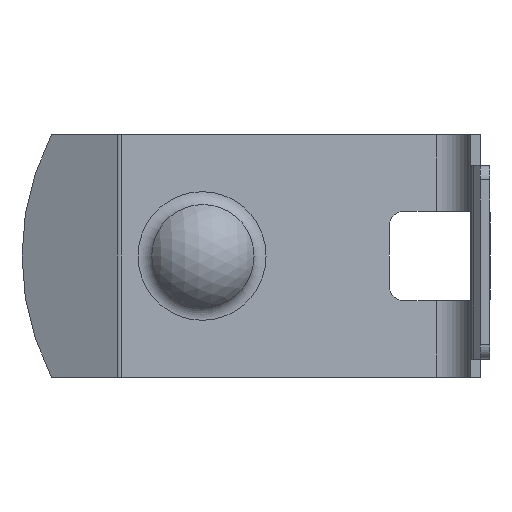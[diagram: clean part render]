
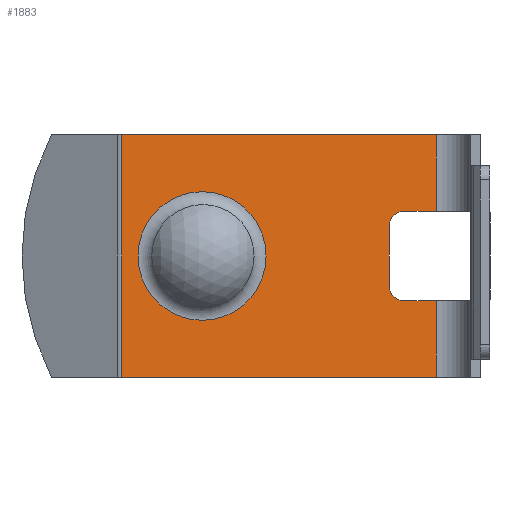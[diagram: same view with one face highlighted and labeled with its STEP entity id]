
A CAD part, left-side view. The second image highlights one B-rep face of the part: STEP entity #1883.
In plain terms, the highlighted planar face has unit normal (-0.995, -0.104, 0).
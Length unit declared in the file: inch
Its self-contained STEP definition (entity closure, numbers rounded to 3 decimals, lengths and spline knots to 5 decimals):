
#33 = DIRECTION ( 'NONE',  ( 0.995, 0.105, 0. ) ) ;
#37 = DIRECTION ( 'NONE',  ( -0.995, -0.105, 0. ) ) ;
#40 = EDGE_CURVE ( 'NONE', #1614, #1614, #544, .T. ) ;
#63 = CARTESIAN_POINT ( 'NONE',  ( 0.363, 0.03534, -0.046 ) ) ;
#108 = CARTESIAN_POINT ( 'NONE',  ( 0.363, 0.03534, -0.125 ) ) ;
#130 = DIRECTION ( 'NONE',  ( 0., 0., -1. ) ) ;
#154 = CARTESIAN_POINT ( 'NONE',  ( 0.35946, 0.06899, -0.046 ) ) ;
#187 = VECTOR ( 'NONE', #130, 39.37008 ) ;
#212 = VERTEX_POINT ( 'NONE', #63 ) ;
#228 = LINE ( 'NONE', #2033, #187 ) ;
#303 = VERTEX_POINT ( 'NONE', #422 ) ;
#318 = VECTOR ( 'NONE', #2051, 39.37008 ) ;
#366 = FACE_OUTER_BOUND ( 'NONE', #1848, .T. ) ;
#413 = CARTESIAN_POINT ( 'NONE',  ( 0.37567, -0.08516, -0.046 ) ) ;
#422 = CARTESIAN_POINT ( 'NONE',  ( 0.363, 0.03534, 0.125 ) ) ;
#430 = LINE ( 'NONE', #985, #875 ) ;
#431 = EDGE_CURVE ( 'NONE', #303, #710, #2079, .T. ) ;
#433 = AXIS2_PLACEMENT_3D ( 'NONE', #2068, #507, #1618 ) ;
#442 = CARTESIAN_POINT ( 'NONE',  ( 0.35946, 0.06899, 0.046 ) ) ;
#468 = EDGE_CURVE ( 'NONE', #303, #1634, #1191, .T. ) ;
#470 = EDGE_CURVE ( 'NONE', #606, #1510, #811, .T. ) ;
#499 = VECTOR ( 'NONE', #1235, 39.37008 ) ;
#504 = EDGE_CURVE ( 'NONE', #710, #1436, #1088, .T. ) ;
#507 = DIRECTION ( 'NONE',  ( -0.995, -0.105, 0. ) ) ;
#544 = CIRCLE ( 'NONE', #1665, 0.06634 ) ;
#571 = EDGE_CURVE ( 'NONE', #1376, #1510, #430, .T. ) ;
#600 = EDGE_CURVE ( 'NONE', #1634, #1214, #1248, .T. ) ;
#602 = EDGE_CURVE ( 'NONE', #1144, #1214, #1601, .T. ) ;
#606 = VERTEX_POINT ( 'NONE', #154 ) ;
#640 = CARTESIAN_POINT ( 'NONE',  ( 0.32892, 0.35962, 0.125 ) ) ;
#660 = CARTESIAN_POINT ( 'NONE',  ( 0.32892, 0.35962, 0.125 ) ) ;
#703 = CARTESIAN_POINT ( 'NONE',  ( 0.363, 0.03534, 0.125 ) ) ;
#709 = AXIS2_PLACEMENT_3D ( 'NONE', #1052, #33, #1205 ) ;
#710 = VERTEX_POINT ( 'NONE', #805 ) ;
#733 = CARTESIAN_POINT ( 'NONE',  ( 0.37567, -0.08516, 0.046 ) ) ;
#773 = CARTESIAN_POINT ( 'NONE',  ( 0.33067, 0.34299, 0. ) ) ;
#786 = DIRECTION ( 'NONE',  ( 0.105, -0.995, 0. ) ) ;
#805 = CARTESIAN_POINT ( 'NONE',  ( 0.363, 0.03534, 0.046 ) ) ;
#811 = CIRCLE ( 'NONE', #1241, 0.015 ) ;
#828 = DIRECTION ( 'NONE',  ( 0., 0., -1. ) ) ;
#859 = VECTOR ( 'NONE', #1342, 39.37008 ) ;
#868 = DIRECTION ( 'NONE',  ( 0., 0., -1. ) ) ;
#875 = VECTOR ( 'NONE', #1892, 39.37008 ) ;
#937 = DIRECTION ( 'NONE',  ( 0.995, 0.105, 0. ) ) ;
#950 = CARTESIAN_POINT ( 'NONE',  ( 0.35946, 0.06899, -0.031 ) ) ;
#978 = EDGE_LOOP ( 'NONE', ( #1262 ) ) ;
#985 = CARTESIAN_POINT ( 'NONE',  ( 0.3579, 0.08391, -0.046 ) ) ;
#1052 = CARTESIAN_POINT ( 'NONE',  ( 0.35946, 0.06899, 0.031 ) ) ;
#1065 = CARTESIAN_POINT ( 'NONE',  ( 0.32892, 0.35962, -0.125 ) ) ;
#1088 = LINE ( 'NONE', #733, #1796 ) ;
#1095 = CARTESIAN_POINT ( 'NONE',  ( 0.3579, 0.08391, 0.031 ) ) ;
#1125 = ORIENTED_EDGE ( 'NONE', *, *, #2047, .F. ) ;
#1144 = VERTEX_POINT ( 'NONE', #108 ) ;
#1157 = EDGE_CURVE ( 'NONE', #1376, #1436, #1224, .T. ) ;
#1189 = ORIENTED_EDGE ( 'NONE', *, *, #602, .F. ) ;
#1191 = LINE ( 'NONE', #703, #859 ) ;
#1205 = DIRECTION ( 'NONE',  ( 0.105, -0.995, 0. ) ) ;
#1209 = VECTOR ( 'NONE', #828, 39.37008 ) ;
#1214 = VERTEX_POINT ( 'NONE', #1065 ) ;
#1224 = CIRCLE ( 'NONE', #709, 0.015 ) ;
#1235 = DIRECTION ( 'NONE',  ( 0.105, -0.995, 0. ) ) ;
#1241 = AXIS2_PLACEMENT_3D ( 'NONE', #950, #937, #786 ) ;
#1248 = LINE ( 'NONE', #660, #1209 ) ;
#1262 = ORIENTED_EDGE ( 'NONE', *, *, #40, .F. ) ;
#1274 = VECTOR ( 'NONE', #868, 39.37008 ) ;
#1299 = ORIENTED_EDGE ( 'NONE', *, *, #1157, .T. ) ;
#1318 = CARTESIAN_POINT ( 'NONE',  ( 0.363, 0.03534, 0.125 ) ) ;
#1342 = DIRECTION ( 'NONE',  ( -0.105, 0.995, 0. ) ) ;
#1376 = VERTEX_POINT ( 'NONE', #1095 ) ;
#1427 = ORIENTED_EDGE ( 'NONE', *, *, #431, .F. ) ;
#1436 = VERTEX_POINT ( 'NONE', #442 ) ;
#1458 = ORIENTED_EDGE ( 'NONE', *, *, #600, .T. ) ;
#1475 = PLANE ( 'NONE',  #433 ) ;
#1500 = DIRECTION ( 'NONE',  ( -0.105, 0.995, 0. ) ) ;
#1510 = VERTEX_POINT ( 'NONE', #1878 ) ;
#1570 = ORIENTED_EDGE ( 'NONE', *, *, #571, .F. ) ;
#1601 = LINE ( 'NONE', #1896, #318 ) ;
#1614 = VERTEX_POINT ( 'NONE', #773 ) ;
#1618 = DIRECTION ( 'NONE',  ( 0.105, -0.995, 0. ) ) ;
#1634 = VERTEX_POINT ( 'NONE', #640 ) ;
#1636 = ORIENTED_EDGE ( 'NONE', *, *, #1659, .F. ) ;
#1638 = FACE_BOUND ( 'NONE', #978, .T. ) ;
#1658 = LINE ( 'NONE', #413, #499 ) ;
#1659 = EDGE_CURVE ( 'NONE', #212, #1144, #228, .T. ) ;
#1665 = AXIS2_PLACEMENT_3D ( 'NONE', #1958, #37, #2074 ) ;
#1731 = ORIENTED_EDGE ( 'NONE', *, *, #504, .F. ) ;
#1796 = VECTOR ( 'NONE', #1500, 39.37008 ) ;
#1848 = EDGE_LOOP ( 'NONE', ( #1731, #1427, #1849, #1458, #1189, #1636, #1125, #1869, #1570, #1299 ) ) ;
#1849 = ORIENTED_EDGE ( 'NONE', *, *, #468, .T. ) ;
#1869 = ORIENTED_EDGE ( 'NONE', *, *, #470, .T. ) ;
#1878 = CARTESIAN_POINT ( 'NONE',  ( 0.3579, 0.08391, -0.031 ) ) ;
#1883 = ADVANCED_FACE ( 'NONE', ( #366, #1638 ), #1475, .T. ) ;
#1892 = DIRECTION ( 'NONE',  ( 0., 0., -1. ) ) ;
#1896 = CARTESIAN_POINT ( 'NONE',  ( 0.363, 0.03534, -0.125 ) ) ;
#1958 = CARTESIAN_POINT ( 'NONE',  ( 0.3376, 0.27701, 0. ) ) ;
#2033 = CARTESIAN_POINT ( 'NONE',  ( 0.363, 0.03534, 0.125 ) ) ;
#2047 = EDGE_CURVE ( 'NONE', #606, #212, #1658, .T. ) ;
#2051 = DIRECTION ( 'NONE',  ( -0.105, 0.995, 0. ) ) ;
#2068 = CARTESIAN_POINT ( 'NONE',  ( 0.363, 0.03534, 0.125 ) ) ;
#2074 = DIRECTION ( 'NONE',  ( -0.105, 0.995, 0. ) ) ;
#2079 = LINE ( 'NONE', #1318, #1274 ) ;
